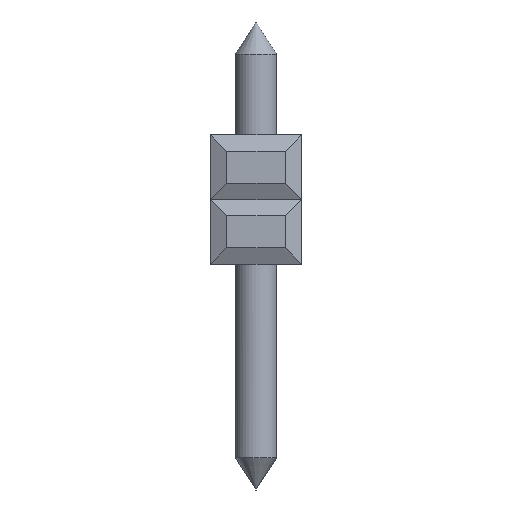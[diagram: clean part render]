
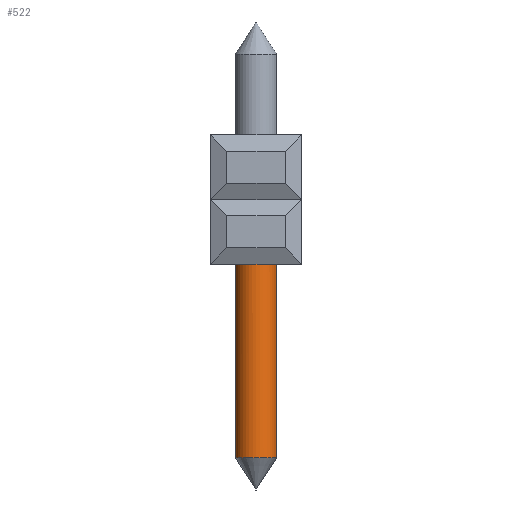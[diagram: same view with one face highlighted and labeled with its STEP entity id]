
A CAD part, left-side view. The second image highlights one B-rep face of the part: STEP entity #522.
In plain terms, the highlighted cylindrical face has radius 0.65 mm (diameter 1.3 mm), a full revolution.
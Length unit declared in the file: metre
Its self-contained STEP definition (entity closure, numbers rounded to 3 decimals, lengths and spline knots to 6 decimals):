
#522=ADVANCED_FACE('',(#1483,#1484),#1485,.T.);
#1483=FACE_OUTER_BOUND('',#2966,.T.);
#1484=FACE_OUTER_BOUND('',#2967,.T.);
#1485=CYLINDRICAL_SURFACE('',#2968,0.00065);
#2966=EDGE_LOOP('',(#4502));
#2967=EDGE_LOOP('',(#4503));
#2968=AXIS2_PLACEMENT_3D('',#4504,#4505,#4506);
#4502=ORIENTED_EDGE('',*,*,#8264,.F.);
#4503=ORIENTED_EDGE('',*,*,#8265,.F.);
#4504=CARTESIAN_POINT('',(-0.00435,-0.03326,0.0005));
#4505=DIRECTION('',(0.0,0.,-1.0));
#4506=DIRECTION('',(-1.0,0.0,0.0));
#8264=EDGE_CURVE('',#9776,#9776,#9777,.T.);
#8265=EDGE_CURVE('',#9778,#9778,#9779,.T.);
#9776=VERTEX_POINT('',#11860);
#9777=CIRCLE('',#11861,0.00065);
#9778=VERTEX_POINT('',#11862);
#9779=CIRCLE('',#11863,0.00065);
#11860=CARTESIAN_POINT('',(-0.00396,-0.03274,-0.01));
#11861=AXIS2_PLACEMENT_3D('',#14849,#14850,#14851);
#11862=CARTESIAN_POINT('',(-0.00435,-0.03391,-0.0038));
#11863=AXIS2_PLACEMENT_3D('',#14852,#14853,#14854);
#14849=CARTESIAN_POINT('',(-0.00435,-0.03326,-0.01));
#14850=DIRECTION('',(0.,0.,-1.0));
#14851=DIRECTION('',(0.6,0.8,0.));
#14852=CARTESIAN_POINT('',(-0.00435,-0.03326,-0.0038));
#14853=DIRECTION('',(0.0,0.,1.0));
#14854=DIRECTION('',(0.0,-1.0,0.));
